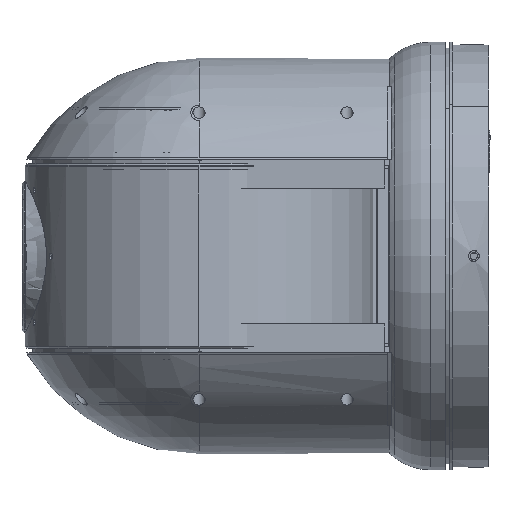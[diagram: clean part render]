
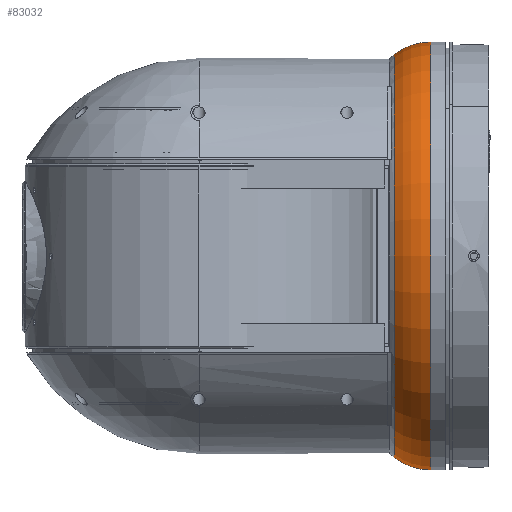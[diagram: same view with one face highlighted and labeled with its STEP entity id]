
A CAD part, front view. The second image highlights one B-rep face of the part: STEP entity #83032.
In plain terms, the highlighted toroidal (fillet/blend) face has major radius 50.8 mm and minor radius 20 mm.
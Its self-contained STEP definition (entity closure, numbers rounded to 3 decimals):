
#3 = AXIS2_PLACEMENT_3D ( 'NONE', #24178, #58845, #71957 ) ;
#5027 = DIRECTION ( 'NONE',  ( 0., -1., 0. ) ) ;
#5124 = DIRECTION ( 'NONE',  ( 0., 0., 1. ) ) ;
#5192 = AXIS2_PLACEMENT_3D ( 'NONE', #46792, #18768, #66556 ) ;
#11879 = VERTEX_POINT ( 'NONE', #18296 ) ;
#16117 = AXIS2_PLACEMENT_3D ( 'NONE', #87673, #5027, #18751 ) ;
#18296 = CARTESIAN_POINT ( 'NONE',  ( 39.765, 0., -70.8 ) ) ;
#18751 = DIRECTION ( 'NONE',  ( 0., 0., -1. ) ) ;
#18768 = DIRECTION ( 'NONE',  ( -1., 0., 0. ) ) ;
#20711 = VERTEX_POINT ( 'NONE', #35014 ) ;
#21537 = CARTESIAN_POINT ( 'NONE',  ( 39.765, 0., 0. ) ) ;
#23580 = CARTESIAN_POINT ( 'NONE',  ( 51.838, 0., -66.745 ) ) ;
#24178 = CARTESIAN_POINT ( 'NONE',  ( 39.765, 0., -50.8 ) ) ;
#26314 = AXIS2_PLACEMENT_3D ( 'NONE', #21537, #48978, #27790 ) ;
#27790 = DIRECTION ( 'NONE',  ( 0., 0., 1. ) ) ;
#30776 = EDGE_LOOP ( 'NONE', ( #79145, #60752, #50655, #41631 ) ) ;
#31953 = CIRCLE ( 'NONE', #5192, 70.8 ) ;
#35014 = CARTESIAN_POINT ( 'NONE',  ( 39.765, 0., 70.8 ) ) ;
#36240 = CIRCLE ( 'NONE', #16117, 20. ) ;
#41631 = ORIENTED_EDGE ( 'NONE', *, *, #74054, .F. ) ;
#45366 = EDGE_CURVE ( 'NONE', #86534, #46272, #54653, .T. ) ;
#46272 = VERTEX_POINT ( 'NONE', #23580 ) ;
#46792 = CARTESIAN_POINT ( 'NONE',  ( 39.765, 0., 0. ) ) ;
#48978 = DIRECTION ( 'NONE',  ( -1., 0., 0. ) ) ;
#50655 = ORIENTED_EDGE ( 'NONE', *, *, #64915, .F. ) ;
#54653 = CIRCLE ( 'NONE', #74646, 66.745 ) ;
#56354 = CARTESIAN_POINT ( 'NONE',  ( 51.838, 0., 66.745 ) ) ;
#58295 = DIRECTION ( 'NONE',  ( -1., 0., 0. ) ) ;
#58845 = DIRECTION ( 'NONE',  ( 0., 1., 0. ) ) ;
#59285 = EDGE_CURVE ( 'NONE', #46272, #11879, #83231, .T. ) ;
#60752 = ORIENTED_EDGE ( 'NONE', *, *, #59285, .T. ) ;
#64915 = EDGE_CURVE ( 'NONE', #20711, #11879, #31953, .T. ) ;
#66556 = DIRECTION ( 'NONE',  ( 0., 0., 1. ) ) ;
#71957 = DIRECTION ( 'NONE',  ( 0., 0., 1. ) ) ;
#74054 = EDGE_CURVE ( 'NONE', #86534, #20711, #36240, .T. ) ;
#74646 = AXIS2_PLACEMENT_3D ( 'NONE', #79406, #58295, #5124 ) ;
#76886 = FACE_OUTER_BOUND ( 'NONE', #30776, .T. ) ;
#79145 = ORIENTED_EDGE ( 'NONE', *, *, #45366, .T. ) ;
#79406 = CARTESIAN_POINT ( 'NONE',  ( 51.838, 0., 0. ) ) ;
#81123 = TOROIDAL_SURFACE ( 'NONE', #26314, 50.8, 20. ) ;
#83032 = ADVANCED_FACE ( 'NONE', ( #76886 ), #81123, .T. ) ;
#83231 = CIRCLE ( 'NONE', #3, 20. ) ;
#86534 = VERTEX_POINT ( 'NONE', #56354 ) ;
#87673 = CARTESIAN_POINT ( 'NONE',  ( 39.765, 0., 50.8 ) ) ;
